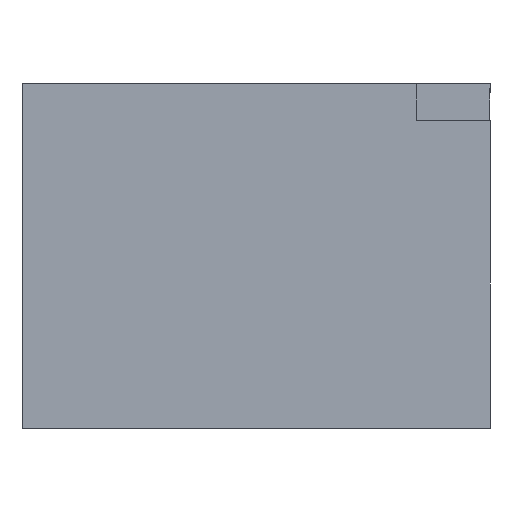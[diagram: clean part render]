
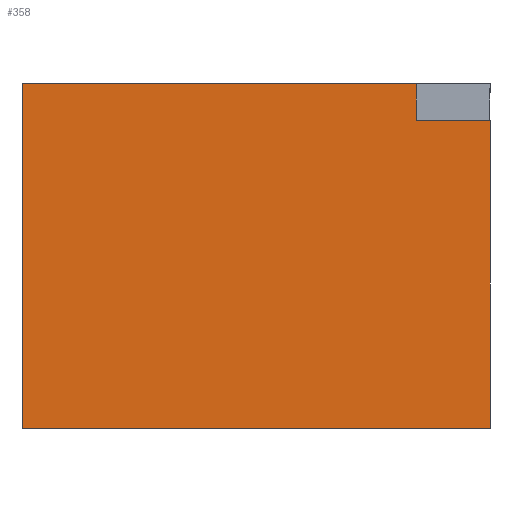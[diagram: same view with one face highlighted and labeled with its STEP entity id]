
A CAD part, left-side view. The second image highlights one B-rep face of the part: STEP entity #358.
In plain terms, the highlighted planar face has unit normal (-1, 0, 0).
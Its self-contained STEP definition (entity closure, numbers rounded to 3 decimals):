
#21=LINE('',#530,#51);
#28=LINE('',#544,#58);
#33=LINE('',#559,#63);
#37=LINE('',#572,#67);
#47=LINE('',#591,#77);
#49=LINE('',#594,#79);
#51=VECTOR('',#434,1000.);
#58=VECTOR('',#445,1000.);
#63=VECTOR('',#458,1000.);
#67=VECTOR('',#468,1000.);
#77=VECTOR('',#486,1000.);
#79=VECTOR('',#490,1000.);
#92=PLANE('',#401);
#154=ORIENTED_EDGE('',*,*,#192,.T.);
#155=ORIENTED_EDGE('',*,*,#185,.T.);
#156=ORIENTED_EDGE('',*,*,#217,.F.);
#157=ORIENTED_EDGE('',*,*,#205,.T.);
#158=ORIENTED_EDGE('',*,*,#199,.T.);
#159=ORIENTED_EDGE('',*,*,#215,.F.);
#185=EDGE_CURVE('',#228,#226,#21,.T.);
#192=EDGE_CURVE('',#232,#228,#28,.T.);
#199=EDGE_CURVE('',#239,#240,#33,.T.);
#205=EDGE_CURVE('',#245,#239,#37,.T.);
#215=EDGE_CURVE('',#232,#240,#47,.T.);
#217=EDGE_CURVE('',#245,#226,#49,.T.);
#226=VERTEX_POINT('',#528);
#228=VERTEX_POINT('',#531);
#232=VERTEX_POINT('',#543);
#239=VERTEX_POINT('',#560);
#240=VERTEX_POINT('',#561);
#245=VERTEX_POINT('',#573);
#288=EDGE_LOOP('',(#154,#155,#156,#157,#158,#159));
#324=FACE_BOUND('',#288,.T.);
#358=ADVANCED_FACE('',(#324),#92,.F.);
#401=AXIS2_PLACEMENT_3D('',#593,#488,#489);
#434=DIRECTION('',(0.,0.,1.));
#445=DIRECTION('',(0.,1.,0.));
#458=DIRECTION('',(0.,-1.,0.));
#468=DIRECTION('',(0.,0.,-1.));
#486=DIRECTION('',(0.,0.,-1.));
#488=DIRECTION('',(1.,0.,0.));
#489=DIRECTION('',(0.,0.,-1.));
#490=DIRECTION('',(0.,-1.,0.));
#528=CARTESIAN_POINT('',(-50.,-6.5,14.));
#530=CARTESIAN_POINT('',(-50.,-6.5,12.5));
#531=CARTESIAN_POINT('',(-50.,-6.5,12.5));
#543=CARTESIAN_POINT('',(-50.,-9.5,12.5));
#544=CARTESIAN_POINT('',(-50.,-9.5,12.5));
#559=CARTESIAN_POINT('',(-50.,9.5,0.));
#560=CARTESIAN_POINT('',(-50.,9.5,0.));
#561=CARTESIAN_POINT('',(-50.,-9.5,0.));
#572=CARTESIAN_POINT('',(-50.,9.5,14.));
#573=CARTESIAN_POINT('',(-50.,9.5,14.));
#591=CARTESIAN_POINT('',(-50.,-9.5,14.));
#593=CARTESIAN_POINT('',(-50.,9.5,14.));
#594=CARTESIAN_POINT('',(-50.,9.5,14.));
